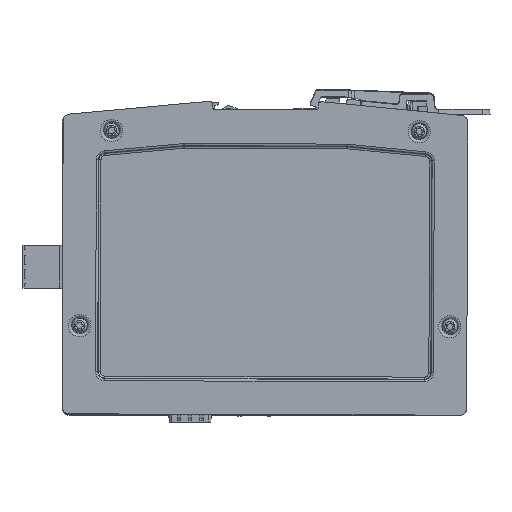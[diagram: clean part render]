
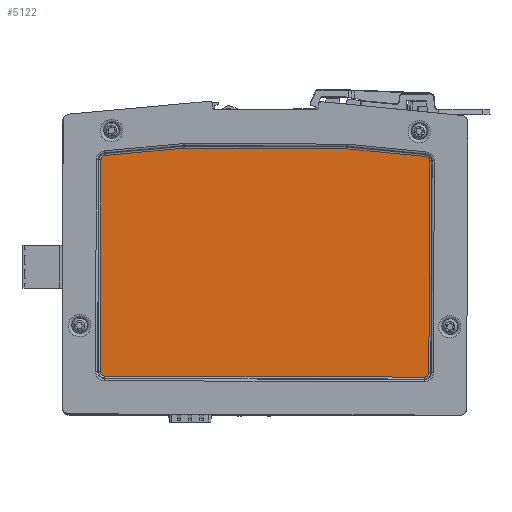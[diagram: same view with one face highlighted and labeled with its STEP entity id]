
A CAD part, top view. The second image highlights one B-rep face of the part: STEP entity #5122.
In plain terms, the highlighted planar face has unit normal (0, 0, 1).
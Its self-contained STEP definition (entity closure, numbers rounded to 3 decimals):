
#3296=CIRCLE('',#38332,1.586);
#3298=CIRCLE('',#38335,1.586);
#3303=CIRCLE('',#38343,1.586);
#3305=CIRCLE('',#38346,1.586);
#3310=CIRCLE('',#38354,1.586);
#3312=CIRCLE('',#38357,1.586);
#5122=ADVANCED_FACE('',(#7814),#6354,.T.);
#6354=PLANE('',#38366);
#7814=FACE_OUTER_BOUND('',#9935,.T.);
#9935=EDGE_LOOP('',(#18284,#18285,#18286,#18287,#18288,#18289,#18290,#18291,
#18292,#18293,#18294,#18295));
#18284=ORIENTED_EDGE('',*,*,#28791,.F.);
#18285=ORIENTED_EDGE('',*,*,#28795,.F.);
#18286=ORIENTED_EDGE('',*,*,#28800,.F.);
#18287=ORIENTED_EDGE('',*,*,#28805,.F.);
#18288=ORIENTED_EDGE('',*,*,#28810,.F.);
#18289=ORIENTED_EDGE('',*,*,#28815,.F.);
#18290=ORIENTED_EDGE('',*,*,#28817,.F.);
#18291=ORIENTED_EDGE('',*,*,#28813,.F.);
#18292=ORIENTED_EDGE('',*,*,#28808,.F.);
#18293=ORIENTED_EDGE('',*,*,#28803,.F.);
#18294=ORIENTED_EDGE('',*,*,#28798,.F.);
#18295=ORIENTED_EDGE('',*,*,#28793,.F.);
#24024=VERTEX_POINT('',#75802);
#24025=VERTEX_POINT('',#75804);
#24026=VERTEX_POINT('',#75808);
#24028=VERTEX_POINT('',#75813);
#24029=VERTEX_POINT('',#75818);
#24031=VERTEX_POINT('',#75823);
#24032=VERTEX_POINT('',#75828);
#24034=VERTEX_POINT('',#75833);
#24035=VERTEX_POINT('',#75838);
#24037=VERTEX_POINT('',#75843);
#24038=VERTEX_POINT('',#75848);
#24040=VERTEX_POINT('',#75853);
#28791=EDGE_CURVE('',#24025,#24024,#32321,.T.);
#28793=EDGE_CURVE('',#24024,#24026,#3296,.T.);
#28795=EDGE_CURVE('',#24028,#24025,#3298,.T.);
#28798=EDGE_CURVE('',#24026,#24029,#32322,.T.);
#28800=EDGE_CURVE('',#24031,#24028,#32323,.T.);
#28803=EDGE_CURVE('',#24029,#24032,#3303,.T.);
#28805=EDGE_CURVE('',#24034,#24031,#3305,.T.);
#28808=EDGE_CURVE('',#24032,#24035,#32325,.T.);
#28810=EDGE_CURVE('',#24037,#24034,#32326,.T.);
#28813=EDGE_CURVE('',#24035,#24038,#3310,.T.);
#28815=EDGE_CURVE('',#24040,#24037,#3312,.T.);
#28817=EDGE_CURVE('',#24038,#24040,#32328,.T.);
#32321=LINE('',#75805,#35404);
#32322=LINE('',#75819,#35405);
#32323=LINE('',#75824,#35406);
#32325=LINE('',#75839,#35408);
#32326=LINE('',#75844,#35409);
#32328=LINE('',#75857,#35411);
#35404=VECTOR('',#46122,1.);
#35405=VECTOR('',#46141,1.);
#35406=VECTOR('',#46146,1.);
#35408=VECTOR('',#46166,1.);
#35409=VECTOR('',#46171,1.);
#35411=VECTOR('',#46189,1.);
#38332=AXIS2_PLACEMENT_3D('',#75809,#46127,#46128);
#38335=AXIS2_PLACEMENT_3D('',#75814,#46133,#46134);
#38343=AXIS2_PLACEMENT_3D('',#75829,#46152,#46153);
#38346=AXIS2_PLACEMENT_3D('',#75834,#46158,#46159);
#38354=AXIS2_PLACEMENT_3D('',#75849,#46177,#46178);
#38357=AXIS2_PLACEMENT_3D('',#75854,#46183,#46184);
#38366=AXIS2_PLACEMENT_3D('',#75870,#46208,#46209);
#46122=DIRECTION('',(-0.003,-1.,0.));
#46127=DIRECTION('',(0.,0.,-1.));
#46128=DIRECTION('',(0.705,-0.709,0.));
#46133=DIRECTION('',(0.,0.,-1.));
#46134=DIRECTION('',(0.742,0.671,0.));
#46141=DIRECTION('',(-1.,0.003,0.));
#46146=DIRECTION('',(0.995,-0.097,0.));
#46152=DIRECTION('',(0.,0.,-1.));
#46153=DIRECTION('',(-0.709,-0.705,0.));
#46158=DIRECTION('',(0.,0.,-1.));
#46159=DIRECTION('',(0.05,0.999,0.));
#46166=DIRECTION('',(0.003,1.,0.));
#46171=DIRECTION('',(1.,-0.003,0.));
#46177=DIRECTION('',(0.,0.,-1.));
#46178=DIRECTION('',(-0.737,0.676,0.));
#46183=DIRECTION('',(0.,0.,-1.));
#46184=DIRECTION('',(-0.044,0.999,0.));
#46189=DIRECTION('',(0.996,0.091,0.));
#46208=DIRECTION('',(0.,0.,1.));
#46209=DIRECTION('',(1.,-0.003,0.));
#75802=CARTESIAN_POINT('',(57.631,-38.075,23.2));
#75804=CARTESIAN_POINT('',(57.883,36.213,23.2));
#75805=CARTESIAN_POINT('',(57.883,36.213,23.2));
#75808=CARTESIAN_POINT('',(56.04,-39.656,23.2));
#75809=CARTESIAN_POINT('',(56.045,-38.07,23.2));
#75813=CARTESIAN_POINT('',(56.452,37.796,23.2));
#75814=CARTESIAN_POINT('',(56.297,36.218,23.2));
#75818=CARTESIAN_POINT('',(-56.159,-39.275,23.2));
#75819=CARTESIAN_POINT('',(56.04,-39.656,23.2));
#75823=CARTESIAN_POINT('',(28.831,40.502,23.2));
#75824=CARTESIAN_POINT('',(28.831,40.502,23.2));
#75828=CARTESIAN_POINT('',(-57.74,-37.684,23.2));
#75829=CARTESIAN_POINT('',(-56.154,-37.689,23.2));
#75833=CARTESIAN_POINT('',(28.682,40.509,23.2));
#75834=CARTESIAN_POINT('',(28.677,38.923,23.2));
#75838=CARTESIAN_POINT('',(-57.488,36.604,23.2));
#75839=CARTESIAN_POINT('',(-57.74,-37.684,23.2));
#75843=CARTESIAN_POINT('',(-28.258,40.702,23.2));
#75844=CARTESIAN_POINT('',(-28.258,40.702,23.2));
#75848=CARTESIAN_POINT('',(-56.046,38.178,23.2));
#75849=CARTESIAN_POINT('',(-55.902,36.598,23.2));
#75853=CARTESIAN_POINT('',(-28.408,40.696,23.2));
#75854=CARTESIAN_POINT('',(-28.264,39.117,23.2));
#75857=CARTESIAN_POINT('',(-56.046,38.178,23.2));
#75870=CARTESIAN_POINT('',(0.074,-0.176,23.2));
